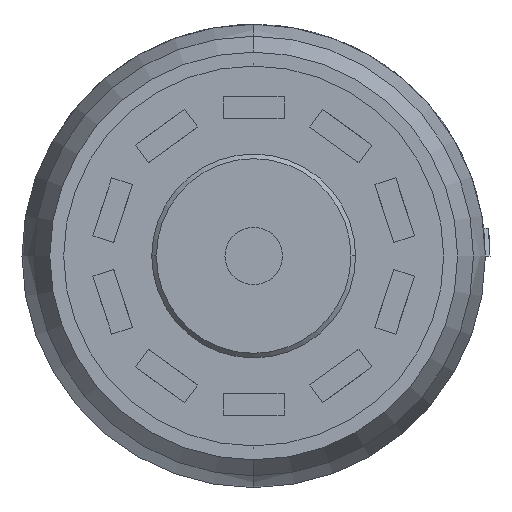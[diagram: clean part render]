
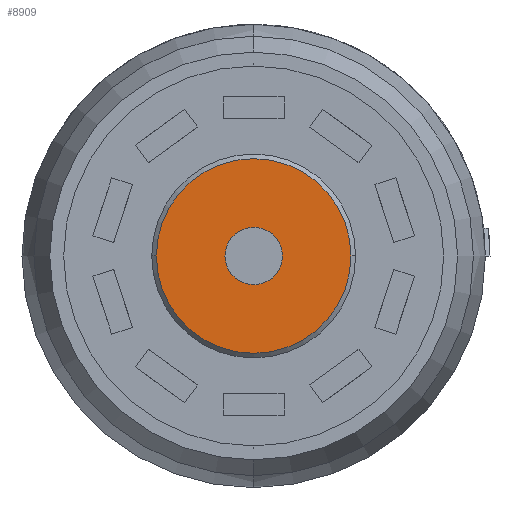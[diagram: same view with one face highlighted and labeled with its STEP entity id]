
A CAD part, front view. The second image highlights one B-rep face of the part: STEP entity #8909.
In plain terms, the highlighted planar face has unit normal (0, -1, 0).
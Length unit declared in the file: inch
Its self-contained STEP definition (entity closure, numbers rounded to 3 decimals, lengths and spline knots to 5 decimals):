
#8700=CARTESIAN_POINT('',(0.,-0.381,0.));
#8701=DIRECTION('',(0.,-1.,0.));
#8702=DIRECTION('',(-1.,0.,0.));
#8703=AXIS2_PLACEMENT_3D('',#8700,#8701,#8702);
#8705=CARTESIAN_POINT('',(0.,-0.381,0.));
#8706=DIRECTION('',(0.,-1.,0.));
#8707=DIRECTION('',(1.,0.,0.));
#8708=AXIS2_PLACEMENT_3D('',#8705,#8706,#8707);
#8710=CARTESIAN_POINT('',(0.,-0.381,0.));
#8711=DIRECTION('',(0.,-1.,0.));
#8712=DIRECTION('',(1.,0.,0.));
#8713=AXIS2_PLACEMENT_3D('',#8710,#8711,#8712);
#8719=CARTESIAN_POINT('',(0.,-0.381,0.));
#8720=DIRECTION('',(0.,1.,0.));
#8721=DIRECTION('',(1.,0.,0.));
#8722=AXIS2_PLACEMENT_3D('',#8719,#8720,#8721);
#8852=CARTESIAN_POINT('',(0.031,-0.381,0.));
#8854=VERTEX_POINT('',#8852);
#8860=CARTESIAN_POINT('',(-0.031,-0.381,0.));
#8862=VERTEX_POINT('',#8860);
#8868=CARTESIAN_POINT('',(-0.105,-0.381,0.));
#8869=CARTESIAN_POINT('',(0.105,-0.381,0.));
#8870=VERTEX_POINT('',#8868);
#8871=VERTEX_POINT('',#8869);
#8892=CARTESIAN_POINT('',(0.,-0.381,0.));
#8893=DIRECTION('',(0.,-1.,0.));
#8894=DIRECTION('',(1.,0.,0.));
#8895=AXIS2_PLACEMENT_3D('',#8892,#8893,#8894);
#8896=PLANE('',#8895);
#8898=ORIENTED_EDGE('',*,*,#8897,.F.);
#8900=ORIENTED_EDGE('',*,*,#8899,.F.);
#8901=EDGE_LOOP('',(#8898,#8900));
#8902=FACE_OUTER_BOUND('',#8901,.F.);
#8904=ORIENTED_EDGE('',*,*,#8903,.T.);
#8906=ORIENTED_EDGE('',*,*,#8905,.F.);
#8907=EDGE_LOOP('',(#8904,#8906));
#8908=FACE_BOUND('',#8907,.F.);
#8909=ADVANCED_FACE('',(#8902,#8908),#8896,.T.);
#8704=CIRCLE('',#8703,0.105);
#8709=CIRCLE('',#8708,0.105);
#8714=CIRCLE('',#8713,0.031);
#8723=CIRCLE('',#8722,0.031);
#8897=EDGE_CURVE('',#8870,#8871,#8704,.T.);
#8899=EDGE_CURVE('',#8871,#8870,#8709,.T.);
#8903=EDGE_CURVE('',#8854,#8862,#8714,.T.);
#8905=EDGE_CURVE('',#8854,#8862,#8723,.T.);
